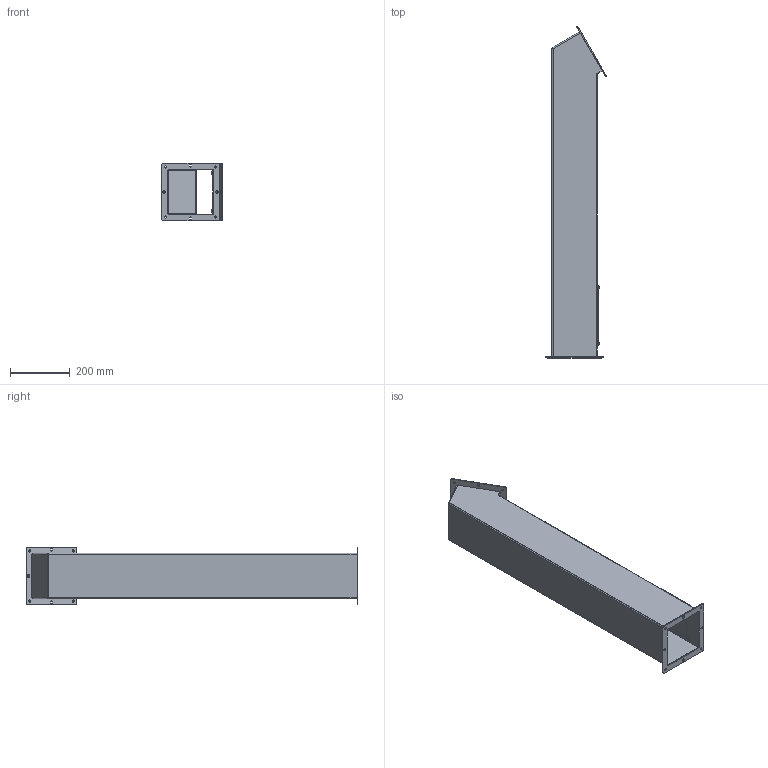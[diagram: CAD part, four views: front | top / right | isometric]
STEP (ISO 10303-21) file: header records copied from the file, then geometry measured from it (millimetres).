
FILE_DESCRIPTION (( 'STEP AP214' ), '1' );
FILE_NAME ('SCE-66PBCOL.STEP', '2021-01-29T15:52:40', ( '' ), ( '' ), 'SwSTEP 2.0', 'SolidWorks 2019', '' );
FILE_SCHEMA (( 'AUTOMOTIVE_DESIGN' ));
Length unit declared in the file: inch
Products named in the file (1): SCE-66PBCOL
Bounding box: 203.4 x 1114.84 x 193.68 mm (x, y, z)
Volume: 1140746.7 mm3; surface area: 1370000.4 mm2
Topology: 14 solids, 14 shells, 497 faces, 1302 edges, 764 vertices
Faces by surface type: plane 213, cylinder 160, bspline 100, cone 20, sphere 4
Full cylindrical faces by diameter (mm): 4.775 x4, 4.826 x4, 5.537 x4, 6.325 x4, 6.353 x4, 7.137 x8, 8.636 x4, 9.474 x4
Entity records: 23016 total; most frequent: CARTESIAN_POINT 5324, ORIENTED_EDGE 2292, DIRECTION 2094, EDGE_CURVE 1146, AXIS2_PLACEMENT_3D 754, VERTEX_POINT 744, EDGE_LOOP 628, LINE 586
